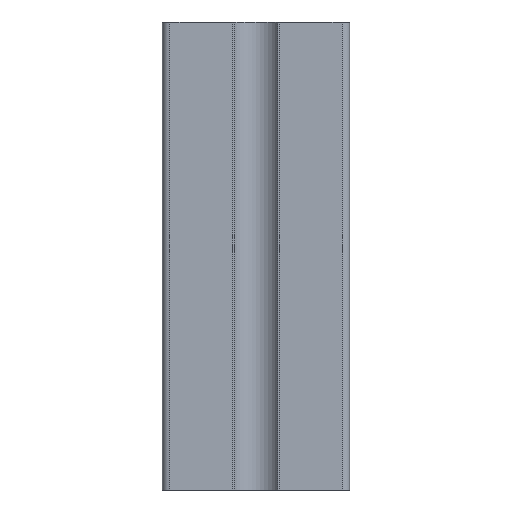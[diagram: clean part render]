
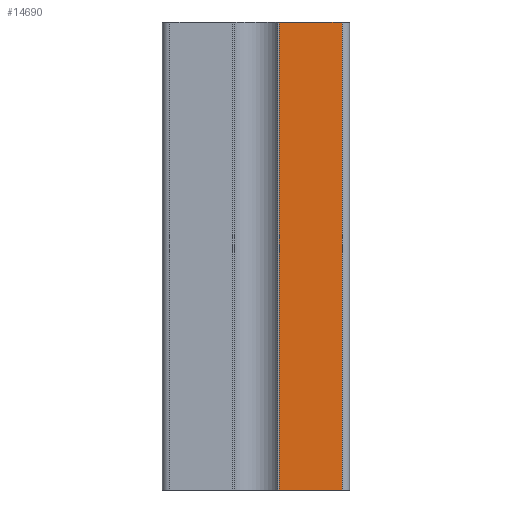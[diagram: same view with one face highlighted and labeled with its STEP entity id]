
A CAD part, left-side view. The second image highlights one B-rep face of the part: STEP entity #14690.
In plain terms, the highlighted planar face has unit normal (-1, 0, 0).
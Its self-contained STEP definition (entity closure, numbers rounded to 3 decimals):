
#10740=CARTESIAN_POINT('',(-29.707,-15.65,-40.));
#10750=VERTEX_POINT('',#10740);
#10780=CARTESIAN_POINT('',(-29.707,-29.05,-40.));
#10790=DIRECTION('',(0.,1.,0.));
#10800=VECTOR('',#10790,1.);
#10810=LINE('',#10780,#10800);
#10820=CARTESIAN_POINT('',(-29.707,-29.05,-40.));
#10830=VERTEX_POINT('',#10820);
#10840=EDGE_CURVE('',#10830,#10750,#10810,.T.);
#14390=CARTESIAN_POINT('',(-29.707,-29.05,0.));
#14400=DIRECTION('',(-1.,0.,0.));
#14410=DIRECTION('',(0.,1.,0.));
#14420=AXIS2_PLACEMENT_3D('',#14390,#14400,#14410);
#14430=PLANE('',#14420);
#14440=CARTESIAN_POINT('',(-29.707,-15.65,0.));
#14450=DIRECTION('',(0.,0.,-1.));
#14460=VECTOR('',#14450,1.);
#14470=LINE('',#14440,#14460);
#14480=CARTESIAN_POINT('',(-29.707,-15.65,60.));
#14490=VERTEX_POINT('',#14480);
#14500=EDGE_CURVE('',#14490,#10750,#14470,.T.);
#14510=ORIENTED_EDGE('',*,*,#14500,.T.);
#14520=CARTESIAN_POINT('',(-29.707,0.,60.));
#14530=DIRECTION('',(0.,1.,0.));
#14540=VECTOR('',#14530,1.);
#14550=LINE('',#14520,#14540);
#14560=CARTESIAN_POINT('',(-29.707,-29.05,60.));
#14570=VERTEX_POINT('',#14560);
#14580=EDGE_CURVE('',#14570,#14490,#14550,.T.);
#14590=ORIENTED_EDGE('',*,*,#14580,.T.);
#14600=CARTESIAN_POINT('',(-29.707,-29.05,0.));
#14610=DIRECTION('',(0.,0.,1.));
#14620=VECTOR('',#14610,1.);
#14630=LINE('',#14600,#14620);
#14640=EDGE_CURVE('',#10830,#14570,#14630,.T.);
#14650=ORIENTED_EDGE('',*,*,#14640,.T.);
#14660=ORIENTED_EDGE('',*,*,#10840,.F.);
#14670=EDGE_LOOP('',(#14660,#14650,#14590,#14510));
#14680=FACE_OUTER_BOUND('',#14670,.T.);
#14690=ADVANCED_FACE('',(#14680),#14430,.T.);
